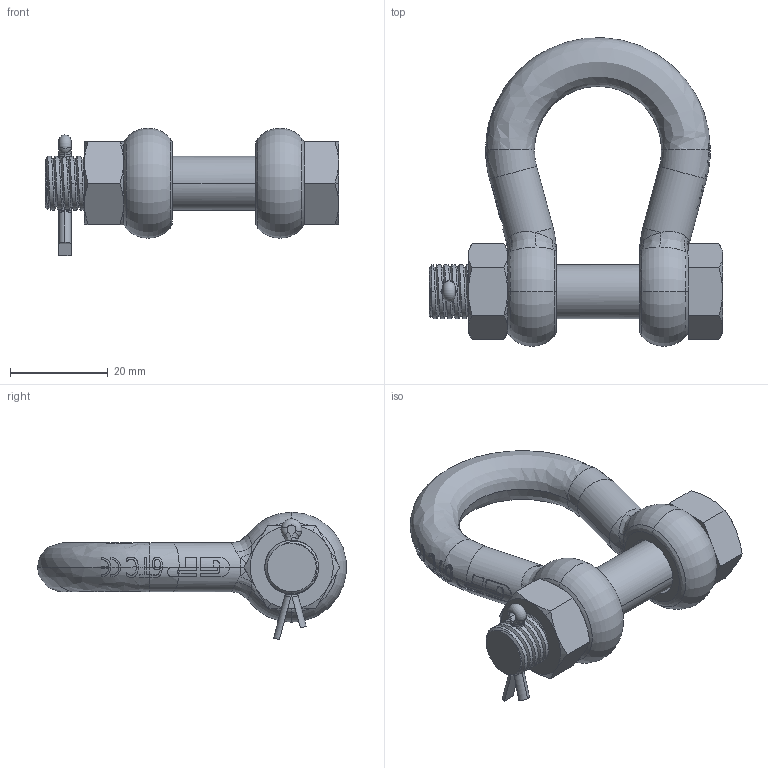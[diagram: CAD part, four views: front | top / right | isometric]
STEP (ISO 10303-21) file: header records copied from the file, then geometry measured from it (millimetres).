
FILE_DESCRIPTION(('STEP AP214'),'1');
FILE_NAME('gpghmb10.stp','2017-03-31T06:04:59',('TraceParts'),('TraceParts S.A.'),'Spatial InterOp 3D',' ',' ');
FILE_SCHEMA(('automotive_design'));
Length unit declared in the file: millimetre
Products named in the file (4): gpghmb10_1; gpghmb10_2; gpghmb10_3; gpghmb10_4
Bounding box: 60 x 63.14 x 26.09 mm (x, y, z)
Volume: 20190.5 mm3; surface area: 10246.7 mm2
Topology: 4 solids, 4 shells, 377 faces, 1030 edges, 642 vertices
Faces by surface type: bspline 136, plane 112, cylinder 90, cone 28, torus 11
Entity records: 23461 total; most frequent: CARTESIAN_POINT 15348, ORIENTED_EDGE 2024, DIRECTION 1219, EDGE_CURVE 1012, VERTEX_POINT 642, AXIS2_PLACEMENT_3D 465, B_SPLINE_CURVE_WITH_KNOTS 427, EDGE_LOOP 384
